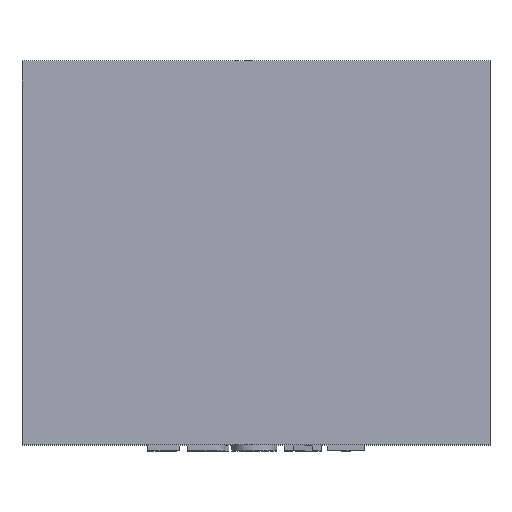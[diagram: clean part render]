
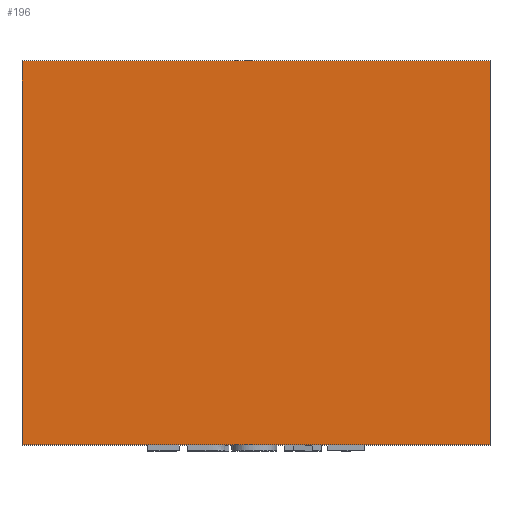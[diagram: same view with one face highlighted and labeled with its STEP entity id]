
A CAD part, top view. The second image highlights one B-rep face of the part: STEP entity #196.
In plain terms, the highlighted planar face has unit normal (0, 0, 1).
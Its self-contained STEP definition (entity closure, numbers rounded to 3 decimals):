
#196 = ADVANCED_FACE( '', ( #508 ), #509, .F. );
#508 = FACE_OUTER_BOUND( '', #2430, .T. );
#509 = PLANE( '', #2431 );
#2430 = EDGE_LOOP( '', ( #3535, #3536, #3537, #3538 ) );
#2431 = AXIS2_PLACEMENT_3D( '', #3539, #3540, #3541 );
#3535 = ORIENTED_EDGE( '', *, *, #3686, .T. );
#3536 = ORIENTED_EDGE( '', *, *, #3545, .F. );
#3537 = ORIENTED_EDGE( '', *, *, #3838, .F. );
#3538 = ORIENTED_EDGE( '', *, *, #3886, .T. );
#3539 = CARTESIAN_POINT( '', ( 123.825, -101.6, 38.1 ) );
#3540 = DIRECTION( '', ( 0., 0., -1. ) );
#3541 = DIRECTION( '', ( -1., 0., 0. ) );
#3545 = EDGE_CURVE( '', #3892, #3887, #3894, .T. );
#3686 = EDGE_CURVE( '', #4134, #3887, #4135, .T. );
#3838 = EDGE_CURVE( '', #4369, #3892, #4371, .T. );
#3886 = EDGE_CURVE( '', #4369, #4134, #4437, .T. );
#3887 = VERTEX_POINT( '', #4438 );
#3892 = VERTEX_POINT( '', #4445 );
#3894 = LINE( '', #4448, #4449 );
#4134 = VERTEX_POINT( '', #5574 );
#4135 = LINE( '', #5575, #5576 );
#4369 = VERTEX_POINT( '', #6330 );
#4371 = LINE( '', #6333, #6334 );
#4437 = LINE( '', #6447, #6448 );
#4438 = CARTESIAN_POINT( '', ( -123.825, 101.6, 38.1 ) );
#4445 = CARTESIAN_POINT( '', ( -123.825, -101.6, 38.1 ) );
#4448 = CARTESIAN_POINT( '', ( -123.825, -101.6, 38.1 ) );
#4449 = VECTOR( '', #6452, 1000. );
#5574 = CARTESIAN_POINT( '', ( 123.825, 101.6, 38.1 ) );
#5575 = CARTESIAN_POINT( '', ( 123.825, 101.6, 38.1 ) );
#5576 = VECTOR( '', #6551, 1000. );
#6330 = CARTESIAN_POINT( '', ( 123.825, -101.6, 38.1 ) );
#6333 = CARTESIAN_POINT( '', ( 123.825, -101.6, 38.1 ) );
#6334 = VECTOR( '', #6711, 1000. );
#6447 = CARTESIAN_POINT( '', ( 123.825, -101.6, 38.1 ) );
#6448 = VECTOR( '', #6741, 1000. );
#6452 = DIRECTION( '', ( 0., 1., 0. ) );
#6551 = DIRECTION( '', ( -1., 0., 0. ) );
#6711 = DIRECTION( '', ( -1., 0., 0. ) );
#6741 = DIRECTION( '', ( 0., 1., 0. ) );
